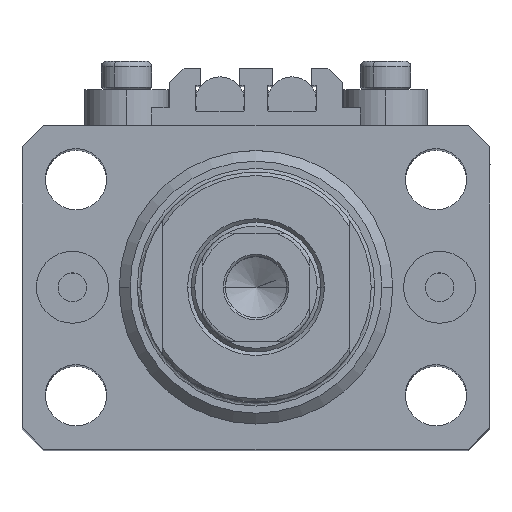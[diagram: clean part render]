
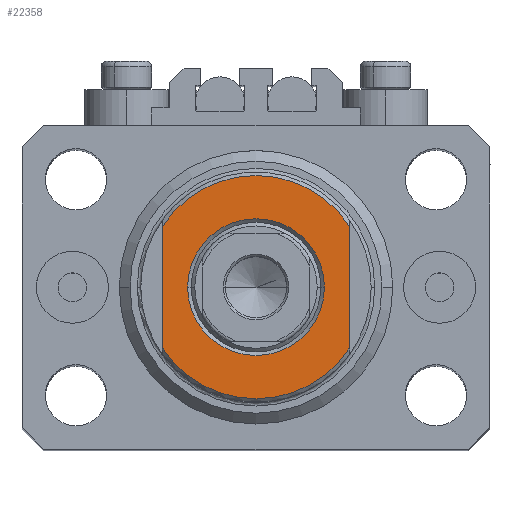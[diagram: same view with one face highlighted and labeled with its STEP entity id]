
A CAD part, top view. The second image highlights one B-rep face of the part: STEP entity #22358.
In plain terms, the highlighted face is planar.
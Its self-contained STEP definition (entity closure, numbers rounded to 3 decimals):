
#1833 = CARTESIAN_POINT ( 'NONE',  ( 0., 0., -6.5 ) ) ;
#1892 = CARTESIAN_POINT ( 'NONE',  ( 0., 0., -6.5 ) ) ;
#4766 = DIRECTION ( 'NONE',  ( 0., 0., -1. ) ) ;
#5842 = PLANE ( 'NONE',  #20595 ) ;
#6246 = AXIS2_PLACEMENT_3D ( 'NONE', #14903, #14186, #25837 ) ;
#7970 = EDGE_CURVE ( 'NONE', #34216, #35217, #14981, .T. ) ;
#8033 = CARTESIAN_POINT ( 'NONE',  ( 13., -8.441, -6.5 ) ) ;
#8489 = AXIS2_PLACEMENT_3D ( 'NONE', #1892, #34690, #45852 ) ;
#8540 = DIRECTION ( 'NONE',  ( -1., 0., 0. ) ) ;
#9942 = EDGE_CURVE ( 'NONE', #45031, #16604, #33723, .T. ) ;
#10163 = LINE ( 'NONE', #43197, #47219 ) ;
#11336 = CARTESIAN_POINT ( 'NONE',  ( 13., -43.081, -6.5 ) ) ;
#12340 = CIRCLE ( 'NONE', #37136, 15.5 ) ;
#12375 = VERTEX_POINT ( 'NONE', #25497 ) ;
#12943 = CARTESIAN_POINT ( 'NONE',  ( -13., -8.441, -6.5 ) ) ;
#13061 = EDGE_LOOP ( 'NONE', ( #29301, #21158 ) ) ;
#14186 = DIRECTION ( 'NONE',  ( 0., 0., -1. ) ) ;
#14903 = CARTESIAN_POINT ( 'NONE',  ( 0., 0., -6.5 ) ) ;
#14981 = LINE ( 'NONE', #11336, #23746 ) ;
#16604 = VERTEX_POINT ( 'NONE', #25319 ) ;
#20595 = AXIS2_PLACEMENT_3D ( 'NONE', #27950, #35457, #8540 ) ;
#21158 = ORIENTED_EDGE ( 'NONE', *, *, #34318, .T. ) ;
#21394 = ORIENTED_EDGE ( 'NONE', *, *, #34723, .T. ) ;
#22358 = ADVANCED_FACE ( 'NONE', ( #46393, #38401 ), #5842, .T. ) ;
#22751 = CARTESIAN_POINT ( 'NONE',  ( -9.5, 0., -6.5 ) ) ;
#23661 = AXIS2_PLACEMENT_3D ( 'NONE', #41555, #29901, #44711 ) ;
#23746 = VECTOR ( 'NONE', #41205, 1000. ) ;
#24212 = EDGE_LOOP ( 'NONE', ( #21394, #30045, #32553, #36172 ) ) ;
#25319 = CARTESIAN_POINT ( 'NONE',  ( 9.5, 0., -6.5 ) ) ;
#25497 = CARTESIAN_POINT ( 'NONE',  ( -13., 8.441, -6.5 ) ) ;
#25837 = DIRECTION ( 'NONE',  ( -1., 0., 0. ) ) ;
#27950 = CARTESIAN_POINT ( 'NONE',  ( 0., 0., -6.5 ) ) ;
#29301 = ORIENTED_EDGE ( 'NONE', *, *, #9942, .T. ) ;
#29901 = DIRECTION ( 'NONE',  ( 0., 0., 1. ) ) ;
#30045 = ORIENTED_EDGE ( 'NONE', *, *, #7970, .T. ) ;
#30177 = CIRCLE ( 'NONE', #8489, 9.5 ) ;
#32553 = ORIENTED_EDGE ( 'NONE', *, *, #42714, .T. ) ;
#33723 = CIRCLE ( 'NONE', #23661, 9.5 ) ;
#34070 = EDGE_CURVE ( 'NONE', #12375, #43951, #10163, .T. ) ;
#34201 = CIRCLE ( 'NONE', #6246, 15.5 ) ;
#34216 = VERTEX_POINT ( 'NONE', #44636 ) ;
#34318 = EDGE_CURVE ( 'NONE', #16604, #45031, #30177, .T. ) ;
#34690 = DIRECTION ( 'NONE',  ( 0., 0., 1. ) ) ;
#34723 = EDGE_CURVE ( 'NONE', #12375, #34216, #12340, .T. ) ;
#35217 = VERTEX_POINT ( 'NONE', #8033 ) ;
#35457 = DIRECTION ( 'NONE',  ( 0., 0., -1. ) ) ;
#36172 = ORIENTED_EDGE ( 'NONE', *, *, #34070, .F. ) ;
#37136 = AXIS2_PLACEMENT_3D ( 'NONE', #1833, #4766, #42615 ) ;
#38401 = FACE_OUTER_BOUND ( 'NONE', #24212, .T. ) ;
#41205 = DIRECTION ( 'NONE',  ( 0., -1., 0. ) ) ;
#41555 = CARTESIAN_POINT ( 'NONE',  ( 0., 0., -6.5 ) ) ;
#42615 = DIRECTION ( 'NONE',  ( -1., 0., 0. ) ) ;
#42714 = EDGE_CURVE ( 'NONE', #35217, #43951, #34201, .T. ) ;
#43197 = CARTESIAN_POINT ( 'NONE',  ( -13., -43.081, -6.5 ) ) ;
#43951 = VERTEX_POINT ( 'NONE', #12943 ) ;
#44636 = CARTESIAN_POINT ( 'NONE',  ( 13., 8.441, -6.5 ) ) ;
#44711 = DIRECTION ( 'NONE',  ( -1., 0., 0. ) ) ;
#45031 = VERTEX_POINT ( 'NONE', #22751 ) ;
#45852 = DIRECTION ( 'NONE',  ( -1., 0., 0. ) ) ;
#46393 = FACE_BOUND ( 'NONE', #13061, .T. ) ;
#47219 = VECTOR ( 'NONE', #47560, 1000. ) ;
#47560 = DIRECTION ( 'NONE',  ( 0., -1., 0. ) ) ;
